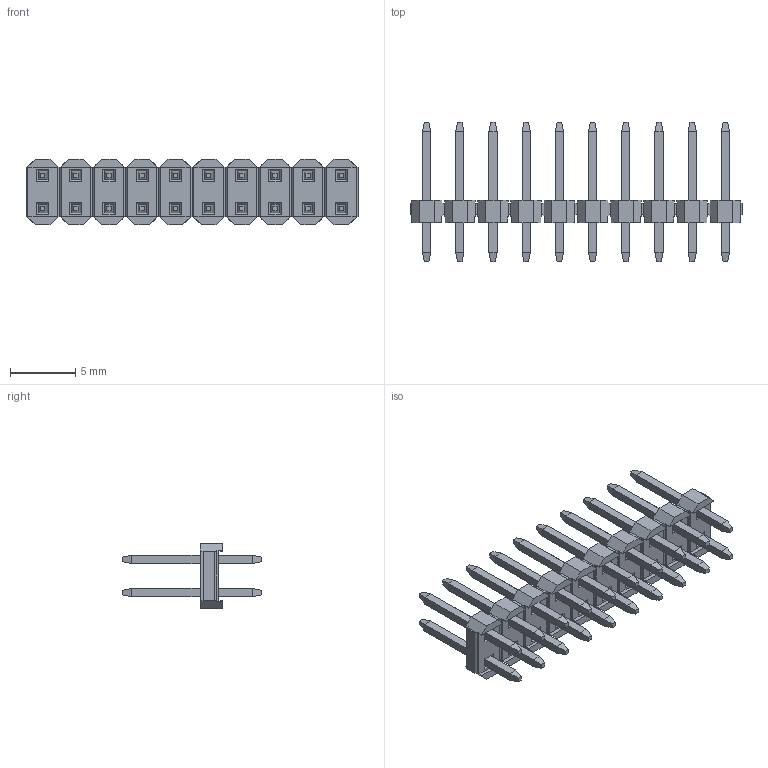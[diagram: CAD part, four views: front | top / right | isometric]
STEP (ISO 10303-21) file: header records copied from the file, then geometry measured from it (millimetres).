
FILE_DESCRIPTION( ('This file contains a STEP AP42 implementation' ,'as created by ZW3D STEP Interface translator.') ,'2;1' );
FILE_NAME( '1117-12XXXXSXXXXXXX.stp' ,'23 328.112846', (''), ('ZWCAD Software Co.'), 'Version 1.0', 'ZW3D to STEP translator', '' );
FILE_SCHEMA(('AUTOMOTIVE_DESIGN { 1 0 10303 214 1 1 1 1 }'));
Length unit declared in the file: millimetre
Products named in the file (2): 0; 1117-1220XXS107XXXX
Bounding box: 25.4 x 10.7 x 5 mm (x, y, z)
Volume: 235.8 mm3; surface area: 975 mm2
Topology: 21 solids, 21 shells, 695 faces, 1679 edges, 1026 vertices
Faces by surface type: plane 695
Entity records: 20225 total; most frequent: CARTESIAN_POINT 3401, ORIENTED_EDGE 3358, DIRECTION 3071, VECTOR 1679, LINE 1679, EDGE_CURVE 1679, VERTEX_POINT 1026, EDGE_LOOP 735
